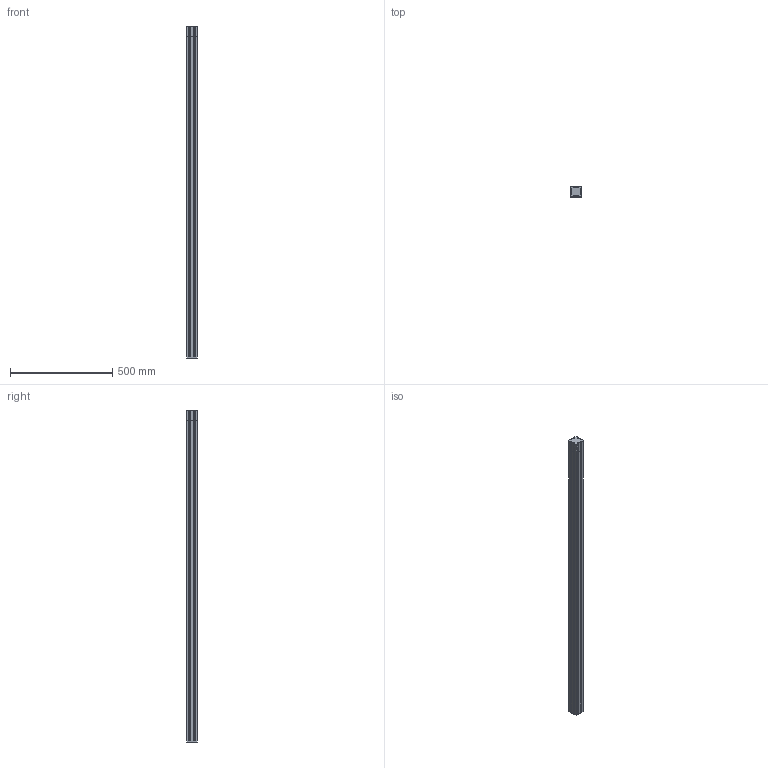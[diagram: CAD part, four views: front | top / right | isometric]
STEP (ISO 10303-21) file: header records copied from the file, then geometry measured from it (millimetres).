
FILE_DESCRIPTION(/* description */ (''),/* implementation_level */ '2;1');
FILE_NAME(/* name */ 'stringer-plenum.step',/* time_stamp */ '2019-08-03T17:22:50-05:00',/* author */ (''),/* organization */ (''),/* preprocessor_version */ 'ST-DEVELOPER v18',/* originating_system */ 'Autodesk Translation Framework v8.2.0.1029',/* authorisation */ '');
FILE_SCHEMA (('AUTOMOTIVE_DESIGN { 1 0 10303 214 3 1 1 }'));
Length unit declared in the file: inch
Products named in the file (2): stringer-plenum; Component1
Assembly tree (1 placements, depth 2):
  stringer-plenum
    Component1
Bounding box: 50.81 x 50.8 x 1625.6 mm (x, y, z)
Surface area: 1374430.5 mm2
Topology: 67 solids, 67 shells, 510 faces, 1104 edges, 728 vertices
Faces by surface type: plane 444, cylinder 66
Entity records: 13669 total; most frequent: CARTESIAN_POINT 2345, DIRECTION 2265, ORIENTED_EDGE 2208, EDGE_CURVE 1104, LINE 969, VECTOR 969, VERTEX_POINT 728, AXIS2_PLACEMENT_3D 648
